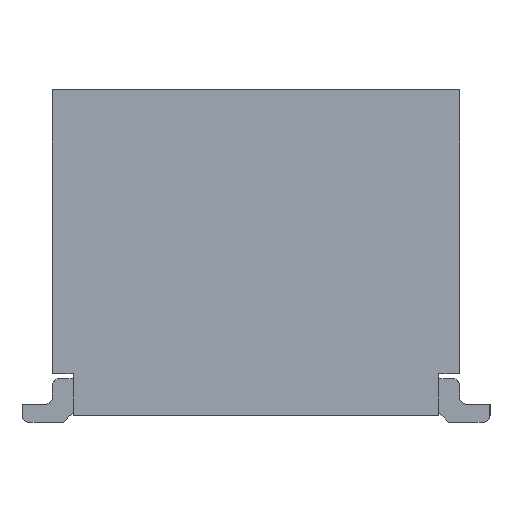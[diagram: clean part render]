
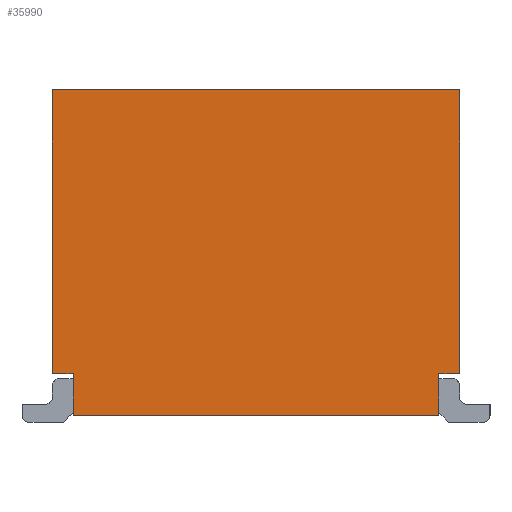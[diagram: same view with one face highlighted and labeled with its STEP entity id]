
A CAD part, left-side view. The second image highlights one B-rep face of the part: STEP entity #35990.
In plain terms, the highlighted face is planar.
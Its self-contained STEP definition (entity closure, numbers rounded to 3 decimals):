
#14190=CARTESIAN_POINT('',(-1.47,-1.9,7.415));
#14200=VERTEX_POINT('',#14190);
#14230=CARTESIAN_POINT('',(1.47,-1.9,7.415));
#14240=DIRECTION('',(-1.,0.,0.));
#14250=VECTOR('',#14240,1.);
#14260=LINE('',#14230,#14250);
#14270=CARTESIAN_POINT('',(1.47,-1.9,7.415));
#14280=VERTEX_POINT('',#14270);
#14290=EDGE_CURVE('',#14280,#14200,#14260,.T.);
#15820=CARTESIAN_POINT('',(-1.47,0.15,7.415));
#15830=VERTEX_POINT('',#15820);
#15860=CARTESIAN_POINT('',(-1.47,-1.9,7.415));
#15870=DIRECTION('',(0.,1.,0.));
#15880=VECTOR('',#15870,1.);
#15890=LINE('',#15860,#15880);
#15900=EDGE_CURVE('',#14200,#15830,#15890,.T.);
#17410=CARTESIAN_POINT('',(-1.32,0.15,7.415));
#17420=DIRECTION('',(0.,1.,0.));
#17430=VECTOR('',#17420,1.);
#17440=LINE('',#17410,#17430);
#17450=CARTESIAN_POINT('',(-1.32,0.15,7.415));
#17460=VERTEX_POINT('',#17450);
#17470=CARTESIAN_POINT('',(-1.32,0.45,7.415));
#17480=VERTEX_POINT('',#17470);
#17490=EDGE_CURVE('',#17460,#17480,#17440,.T.);
#26270=CARTESIAN_POINT('',(1.32,0.45,7.415));
#26280=VERTEX_POINT('',#26270);
#26310=CARTESIAN_POINT('',(-1.32,0.45,7.415));
#26320=DIRECTION('',(1.,0.,0.));
#26330=VECTOR('',#26320,1.);
#26340=LINE('',#26310,#26330);
#26350=EDGE_CURVE('',#17480,#26280,#26340,.T.);
#26510=CARTESIAN_POINT('',(1.32,0.15,7.415));
#26520=VERTEX_POINT('',#26510);
#26550=CARTESIAN_POINT('',(1.32,0.45,7.415));
#26560=DIRECTION('',(0.,-1.,0.));
#26570=VECTOR('',#26560,1.);
#26580=LINE('',#26550,#26570);
#26590=EDGE_CURVE('',#26280,#26520,#26580,.T.);
#35250=CARTESIAN_POINT('',(1.47,0.15,7.415));
#35260=VERTEX_POINT('',#35250);
#35290=CARTESIAN_POINT('',(1.47,0.15,7.415));
#35300=DIRECTION('',(-1.,0.,0.));
#35310=VECTOR('',#35300,1.);
#35320=LINE('',#35290,#35310);
#35330=EDGE_CURVE('',#35260,#26520,#35320,.T.);
#35700=CARTESIAN_POINT('',(1.47,-1.9,7.415));
#35710=DIRECTION('',(0.,1.,0.));
#35720=VECTOR('',#35710,1.);
#35730=LINE('',#35700,#35720);
#35740=EDGE_CURVE('',#14280,#35260,#35730,.T.);
#35790=CARTESIAN_POINT('',(0.67,-0.438,7.415));
#35800=DIRECTION('',(-0.,-0.,-1.));
#35810=DIRECTION('',(1.,0.,0.));
#35820=AXIS2_PLACEMENT_3D('',#35790,#35800,#35810);
#35830=PLANE('',#35820);
#35840=CARTESIAN_POINT('',(-1.32,0.15,7.415));
#35850=DIRECTION('',(-1.,0.,0.));
#35860=VECTOR('',#35850,1.);
#35870=LINE('',#35840,#35860);
#35880=EDGE_CURVE('',#17460,#15830,#35870,.T.);
#35890=ORIENTED_EDGE('',*,*,#35880,.T.);
#35900=ORIENTED_EDGE('',*,*,#17490,.F.);
#35910=ORIENTED_EDGE('',*,*,#26350,.F.);
#35920=ORIENTED_EDGE('',*,*,#26590,.F.);
#35930=ORIENTED_EDGE('',*,*,#35330,.T.);
#35940=ORIENTED_EDGE('',*,*,#35740,.T.);
#35950=ORIENTED_EDGE('',*,*,#14290,.F.);
#35960=ORIENTED_EDGE('',*,*,#15900,.F.);
#35970=EDGE_LOOP('',(#35960,#35950,#35940,#35930,#35920,#35910,#35900,
#35890));
#35980=FACE_OUTER_BOUND('',#35970,.T.);
#35990=ADVANCED_FACE('',(#35980),#35830,.F.);
